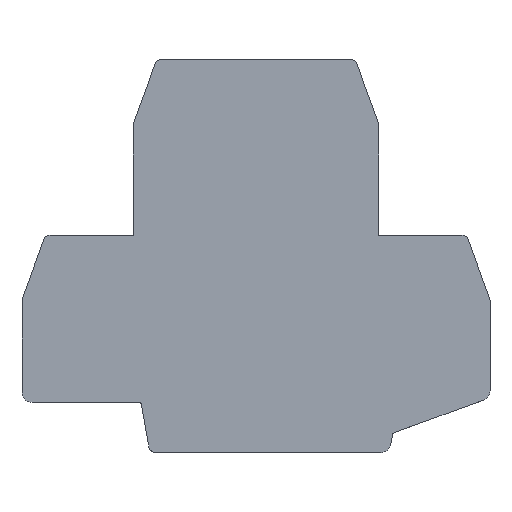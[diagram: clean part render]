
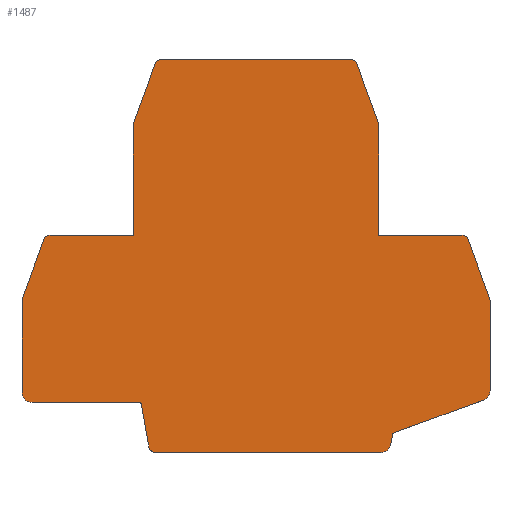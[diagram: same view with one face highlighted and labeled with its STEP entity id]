
A CAD part, top view. The second image highlights one B-rep face of the part: STEP entity #1487.
In plain terms, the highlighted planar face has unit normal (0, 0, 1).
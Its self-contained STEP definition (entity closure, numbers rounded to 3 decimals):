
#335=DIRECTION('',(-1.,0.,0.));
#336=VECTOR('',#335,16.048);
#337=CARTESIAN_POINT('',(-17.452,4.5,1.5));
#338=LINE('',#337,#336);
#356=DIRECTION('',(0.,1.,0.));
#357=VECTOR('',#356,13.708);
#358=CARTESIAN_POINT('',(-35.,6.,1.5));
#359=LINE('',#358,#357);
#398=DIRECTION('',(0.,1.,0.));
#399=VECTOR('',#398,16.508);
#400=CARTESIAN_POINT('',(-18.35,29.5,1.5));
#401=LINE('',#400,#399);
#524=DIRECTION('',(0.174,0.985,0.));
#525=VECTOR('',#524,1.397);
#526=CARTESIAN_POINT('',(20.157,-1.76,1.5));
#527=LINE('',#526,#525);
#531=CARTESIAN_POINT('',(18.68,-1.5,1.5));
#532=DIRECTION('',(0.,0.,1.));
#533=DIRECTION('',(0.,-1.,0.));
#534=AXIS2_PLACEMENT_3D('',#531,#532,#533);
#539=DIRECTION('',(1.,0.,0.));
#540=VECTOR('',#539,33.718);
#541=CARTESIAN_POINT('',(-15.038,-3.,1.5));
#542=LINE('',#541,#540);
#546=CARTESIAN_POINT('',(-15.038,-2.,1.5));
#547=DIRECTION('',(0.,0.,1.));
#548=DIRECTION('',(-0.985,-0.174,0.));
#549=AXIS2_PLACEMENT_3D('',#546,#547,#548);
#554=DIRECTION('',(0.174,-0.985,0.));
#555=VECTOR('',#554,6.525);
#556=CARTESIAN_POINT('',(-17.156,4.252,1.5));
#557=LINE('',#556,#555);
#561=CARTESIAN_POINT('',(-17.452,4.2,1.5));
#562=DIRECTION('',(0.,0.,-1.));
#563=DIRECTION('',(0.,1.,0.));
#564=AXIS2_PLACEMENT_3D('',#561,#562,#563);
#569=CARTESIAN_POINT('',(-33.5,6.,1.5));
#570=DIRECTION('',(0.,0.,1.));
#571=DIRECTION('',(-1.,0.,0.));
#572=AXIS2_PLACEMENT_3D('',#569,#570,#571);
#577=CARTESIAN_POINT('',(-34.,19.708,1.5));
#578=DIRECTION('',(0.,0.,1.));
#579=DIRECTION('',(-0.94,0.342,0.));
#580=AXIS2_PLACEMENT_3D('',#577,#578,#579);
#585=DIRECTION('',(-0.342,-0.94,0.));
#586=VECTOR('',#585,9.357);
#587=CARTESIAN_POINT('',(-31.739,28.842,1.5));
#588=LINE('',#587,#586);
#592=CARTESIAN_POINT('',(-30.8,28.5,1.5));
#593=DIRECTION('',(0.,0.,1.));
#594=DIRECTION('',(0.,1.,0.));
#595=AXIS2_PLACEMENT_3D('',#592,#593,#594);
#600=DIRECTION('',(-1.,0.,0.));
#601=VECTOR('',#600,12.45);
#602=CARTESIAN_POINT('',(-18.35,29.5,1.5));
#603=LINE('',#602,#601);
#607=CARTESIAN_POINT('',(-17.35,46.008,1.5));
#608=DIRECTION('',(0.,0.,1.));
#609=DIRECTION('',(-0.94,0.342,0.));
#610=AXIS2_PLACEMENT_3D('',#607,#608,#609);
#615=DIRECTION('',(-0.342,-0.94,0.));
#616=VECTOR('',#615,9.357);
#617=CARTESIAN_POINT('',(-15.089,55.142,1.5));
#618=LINE('',#617,#616);
#622=CARTESIAN_POINT('',(-14.15,54.8,1.5));
#623=DIRECTION('',(0.,0.,1.));
#624=DIRECTION('',(0.,1.,0.));
#625=AXIS2_PLACEMENT_3D('',#622,#623,#624);
#630=DIRECTION('',(-1.,0.,0.));
#631=VECTOR('',#630,28.3);
#632=CARTESIAN_POINT('',(14.15,55.8,1.5));
#633=LINE('',#632,#631);
#637=CARTESIAN_POINT('',(14.15,54.8,1.5));
#638=DIRECTION('',(0.,0.,1.));
#639=DIRECTION('',(0.94,0.342,0.));
#640=AXIS2_PLACEMENT_3D('',#637,#638,#639);
#645=DIRECTION('',(-0.342,0.94,0.));
#646=VECTOR('',#645,9.357);
#647=CARTESIAN_POINT('',(18.29,46.35,1.5));
#648=LINE('',#647,#646);
#652=CARTESIAN_POINT('',(17.35,46.008,1.5));
#653=DIRECTION('',(0.,0.,1.));
#654=DIRECTION('',(1.,0.,0.));
#655=AXIS2_PLACEMENT_3D('',#652,#653,#654);
#660=DIRECTION('',(0.,1.,0.));
#661=VECTOR('',#660,16.508);
#662=CARTESIAN_POINT('',(18.35,29.5,1.5));
#663=LINE('',#662,#661);
#667=DIRECTION('',(-1.,0.,0.));
#668=VECTOR('',#667,12.45);
#669=CARTESIAN_POINT('',(30.8,29.5,1.5));
#670=LINE('',#669,#668);
#674=CARTESIAN_POINT('',(30.8,28.5,1.5));
#675=DIRECTION('',(0.,0.,1.));
#676=DIRECTION('',(0.94,0.342,0.));
#677=AXIS2_PLACEMENT_3D('',#674,#675,#676);
#682=DIRECTION('',(-0.342,0.94,0.));
#683=VECTOR('',#682,9.357);
#684=CARTESIAN_POINT('',(34.94,20.05,1.5));
#685=LINE('',#684,#683);
#689=CARTESIAN_POINT('',(34.,19.708,1.5));
#690=DIRECTION('',(0.,0.,1.));
#691=DIRECTION('',(1.,0.,0.));
#692=AXIS2_PLACEMENT_3D('',#689,#690,#691);
#697=DIRECTION('',(0.,1.,0.));
#698=VECTOR('',#697,13.461);
#699=CARTESIAN_POINT('',(35.,6.246,1.5));
#700=LINE('',#699,#698);
#704=CARTESIAN_POINT('',(33.5,6.246,1.5));
#705=DIRECTION('',(0.,0.,1.));
#706=DIRECTION('',(0.342,-0.94,0.));
#707=AXIS2_PLACEMENT_3D('',#704,#705,#706);
#712=DIRECTION('',(0.94,0.342,0.));
#713=VECTOR('',#712,14.145);
#714=CARTESIAN_POINT('',(20.721,-0.001,1.5));
#715=LINE('',#714,#713);
#719=CARTESIAN_POINT('',(20.892,-0.471,1.5));
#720=DIRECTION('',(0.,0.,-1.));
#721=DIRECTION('',(-0.985,0.174,0.));
#722=AXIS2_PLACEMENT_3D('',#719,#720,#721);
#805=CARTESIAN_POINT('',(35.,6.246,1.5));
#807=VERTEX_POINT('',#805);
#808=CARTESIAN_POINT('',(35.,19.708,1.5));
#809=VERTEX_POINT('',#808);
#812=CARTESIAN_POINT('',(34.94,20.05,1.5));
#813=VERTEX_POINT('',#812);
#816=CARTESIAN_POINT('',(31.739,28.842,1.5));
#817=VERTEX_POINT('',#816);
#820=CARTESIAN_POINT('',(30.8,29.5,1.5));
#821=VERTEX_POINT('',#820);
#824=CARTESIAN_POINT('',(18.35,29.5,1.5));
#825=VERTEX_POINT('',#824);
#828=CARTESIAN_POINT('',(18.35,46.008,1.5));
#829=VERTEX_POINT('',#828);
#832=CARTESIAN_POINT('',(18.29,46.35,1.5));
#833=VERTEX_POINT('',#832);
#836=CARTESIAN_POINT('',(15.089,55.142,1.5));
#837=VERTEX_POINT('',#836);
#840=CARTESIAN_POINT('',(14.15,55.8,1.5));
#841=VERTEX_POINT('',#840);
#844=CARTESIAN_POINT('',(-14.15,55.8,1.5));
#845=VERTEX_POINT('',#844);
#848=CARTESIAN_POINT('',(-15.089,55.142,1.5));
#849=VERTEX_POINT('',#848);
#852=CARTESIAN_POINT('',(-18.29,46.35,1.5));
#853=VERTEX_POINT('',#852);
#856=CARTESIAN_POINT('',(-18.35,46.008,1.5));
#857=VERTEX_POINT('',#856);
#860=CARTESIAN_POINT('',(-18.35,29.5,1.5));
#861=VERTEX_POINT('',#860);
#864=CARTESIAN_POINT('',(-30.8,29.5,1.5));
#865=VERTEX_POINT('',#864);
#868=CARTESIAN_POINT('',(-31.739,28.842,1.5));
#869=VERTEX_POINT('',#868);
#872=CARTESIAN_POINT('',(-34.94,20.05,1.5));
#873=VERTEX_POINT('',#872);
#876=CARTESIAN_POINT('',(-35.,19.708,1.5));
#877=VERTEX_POINT('',#876);
#880=CARTESIAN_POINT('',(-35.,6.,1.5));
#881=VERTEX_POINT('',#880);
#884=CARTESIAN_POINT('',(-33.5,4.5,1.5));
#885=VERTEX_POINT('',#884);
#892=CARTESIAN_POINT('',(-15.038,-3.,1.5));
#893=VERTEX_POINT('',#892);
#894=CARTESIAN_POINT('',(18.68,-3.,1.5));
#895=VERTEX_POINT('',#894);
#898=CARTESIAN_POINT('',(-16.023,-2.174,1.5));
#899=VERTEX_POINT('',#898);
#900=CARTESIAN_POINT('',(-17.452,4.5,1.5));
#901=VERTEX_POINT('',#900);
#904=CARTESIAN_POINT('',(-17.156,4.252,1.5));
#905=VERTEX_POINT('',#904);
#908=CARTESIAN_POINT('',(20.721,-0.001,1.5));
#909=CARTESIAN_POINT('',(34.013,4.837,1.5));
#910=VERTEX_POINT('',#908);
#911=VERTEX_POINT('',#909);
#920=CARTESIAN_POINT('',(20.157,-1.76,1.5));
#921=VERTEX_POINT('',#920);
#922=CARTESIAN_POINT('',(20.4,-0.384,1.5));
#923=VERTEX_POINT('',#922);
#1441=CARTESIAN_POINT('',(-32.817,8.769,1.5));
#1442=DIRECTION('',(0.,0.,1.));
#1443=DIRECTION('',(1.,0.,0.));
#1444=AXIS2_PLACEMENT_3D('',#1441,#1442,#1443);
#1445=PLANE('',#1444);
#1447=ORIENTED_EDGE('',*,*,#1446,.F.);
#1449=ORIENTED_EDGE('',*,*,#1448,.F.);
#1451=ORIENTED_EDGE('',*,*,#1450,.F.);
#1453=ORIENTED_EDGE('',*,*,#1452,.F.);
#1455=ORIENTED_EDGE('',*,*,#1454,.F.);
#1457=ORIENTED_EDGE('',*,*,#1456,.F.);
#1458=ORIENTED_EDGE('',*,*,#1029,.T.);
#1459=ORIENTED_EDGE('',*,*,#1051,.F.);
#1460=ORIENTED_EDGE('',*,*,#1072,.T.);
#1461=ORIENTED_EDGE('',*,*,#1093,.F.);
#1462=ORIENTED_EDGE('',*,*,#1114,.F.);
#1463=ORIENTED_EDGE('',*,*,#1135,.F.);
#1464=ORIENTED_EDGE('',*,*,#1156,.F.);
#1465=ORIENTED_EDGE('',*,*,#1177,.T.);
#1466=ORIENTED_EDGE('',*,*,#1198,.F.);
#1467=ORIENTED_EDGE('',*,*,#1219,.F.);
#1468=ORIENTED_EDGE('',*,*,#1240,.F.);
#1469=ORIENTED_EDGE('',*,*,#1261,.F.);
#1470=ORIENTED_EDGE('',*,*,#1282,.F.);
#1471=ORIENTED_EDGE('',*,*,#1303,.F.);
#1472=ORIENTED_EDGE('',*,*,#1324,.F.);
#1473=ORIENTED_EDGE('',*,*,#1345,.F.);
#1474=ORIENTED_EDGE('',*,*,#1366,.F.);
#1475=ORIENTED_EDGE('',*,*,#1387,.F.);
#1476=ORIENTED_EDGE('',*,*,#1408,.F.);
#1477=ORIENTED_EDGE('',*,*,#1428,.F.);
#1478=ORIENTED_EDGE('',*,*,#933,.F.);
#1480=ORIENTED_EDGE('',*,*,#1479,.F.);
#1482=ORIENTED_EDGE('',*,*,#1481,.F.);
#1484=ORIENTED_EDGE('',*,*,#1483,.F.);
#1485=EDGE_LOOP('',(#1447,#1449,#1451,#1453,#1455,#1457,#1458,#1459,#1460,#1461,
#1462,#1463,#1464,#1465,#1466,#1467,#1468,#1469,#1470,#1471,#1472,#1473,#1474,
#1475,#1476,#1477,#1478,#1480,#1482,#1484));
#1486=FACE_OUTER_BOUND('',#1485,.F.);
#535=CIRCLE('',#534,1.5);
#550=CIRCLE('',#549,1.);
#565=CIRCLE('',#564,0.3);
#573=CIRCLE('',#572,1.5);
#581=CIRCLE('',#580,1.);
#596=CIRCLE('',#595,1.);
#611=CIRCLE('',#610,1.);
#626=CIRCLE('',#625,1.);
#641=CIRCLE('',#640,1.);
#656=CIRCLE('',#655,1.);
#678=CIRCLE('',#677,1.);
#693=CIRCLE('',#692,1.);
#708=CIRCLE('',#707,1.5);
#723=CIRCLE('',#722,0.5);
#933=EDGE_CURVE('',#807,#809,#700,.T.);
#1029=EDGE_CURVE('',#901,#885,#338,.T.);
#1051=EDGE_CURVE('',#881,#885,#573,.T.);
#1072=EDGE_CURVE('',#881,#877,#359,.T.);
#1093=EDGE_CURVE('',#873,#877,#581,.T.);
#1114=EDGE_CURVE('',#869,#873,#588,.T.);
#1135=EDGE_CURVE('',#865,#869,#596,.T.);
#1156=EDGE_CURVE('',#861,#865,#603,.T.);
#1177=EDGE_CURVE('',#861,#857,#401,.T.);
#1198=EDGE_CURVE('',#853,#857,#611,.T.);
#1219=EDGE_CURVE('',#849,#853,#618,.T.);
#1240=EDGE_CURVE('',#845,#849,#626,.T.);
#1261=EDGE_CURVE('',#841,#845,#633,.T.);
#1282=EDGE_CURVE('',#837,#841,#641,.T.);
#1303=EDGE_CURVE('',#833,#837,#648,.T.);
#1324=EDGE_CURVE('',#829,#833,#656,.T.);
#1345=EDGE_CURVE('',#825,#829,#663,.T.);
#1366=EDGE_CURVE('',#821,#825,#670,.T.);
#1387=EDGE_CURVE('',#817,#821,#678,.T.);
#1408=EDGE_CURVE('',#813,#817,#685,.T.);
#1428=EDGE_CURVE('',#809,#813,#693,.T.);
#1446=EDGE_CURVE('',#921,#923,#527,.T.);
#1448=EDGE_CURVE('',#895,#921,#535,.T.);
#1450=EDGE_CURVE('',#893,#895,#542,.T.);
#1452=EDGE_CURVE('',#899,#893,#550,.T.);
#1454=EDGE_CURVE('',#905,#899,#557,.T.);
#1456=EDGE_CURVE('',#901,#905,#565,.T.);
#1479=EDGE_CURVE('',#911,#807,#708,.T.);
#1481=EDGE_CURVE('',#910,#911,#715,.T.);
#1483=EDGE_CURVE('',#923,#910,#723,.T.);
#1487=ADVANCED_FACE('',(#1486),#1445,.T.);
